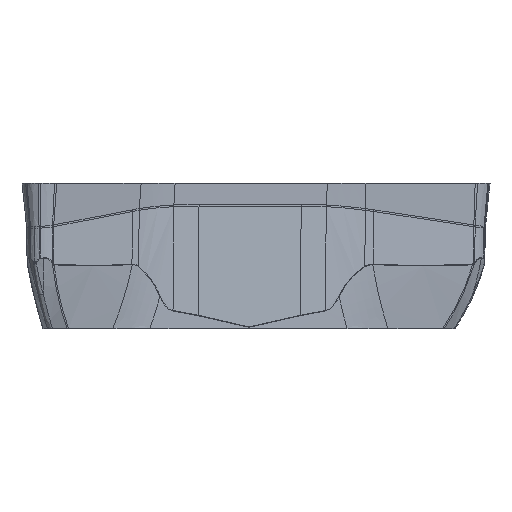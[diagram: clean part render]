
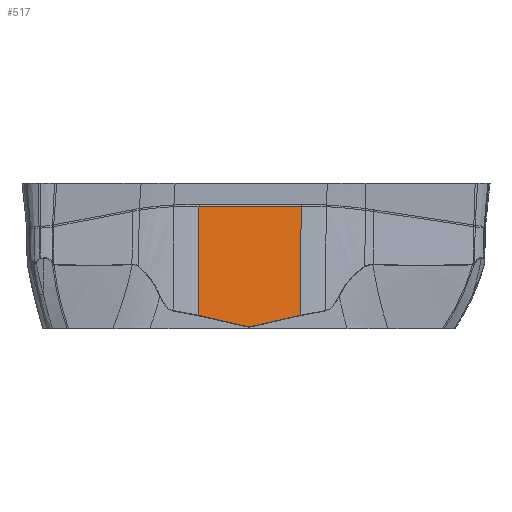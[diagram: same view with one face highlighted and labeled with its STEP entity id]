
A CAD part, front view. The second image highlights one B-rep face of the part: STEP entity #517.
In plain terms, the highlighted planar face has unit normal (0.5, -0.866, -0.018).
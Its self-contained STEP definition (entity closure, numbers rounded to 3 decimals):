
#360=PLANE('',#5271);
#517=ADVANCED_FACE('',(#885),#360,.F.);
#885=FACE_OUTER_BOUND('',#1214,.T.);
#1214=EDGE_LOOP('',(#2344,#2345,#2346,#2347,#2348));
#1480=LINE('',#10285,#1597);
#1481=LINE('',#10287,#1598);
#1482=LINE('',#10289,#1599);
#1597=VECTOR('',#5916,1.);
#1598=VECTOR('',#5917,1.);
#1599=VECTOR('',#5918,1.);
#2344=ORIENTED_EDGE('',*,*,#4092,.T.);
#2345=ORIENTED_EDGE('',*,*,#4093,.F.);
#2346=ORIENTED_EDGE('',*,*,#4094,.F.);
#2347=ORIENTED_EDGE('',*,*,#4095,.T.);
#2348=ORIENTED_EDGE('',*,*,#4096,.T.);
#3490=VERTEX_POINT('',#10278);
#3491=VERTEX_POINT('',#10279);
#3492=VERTEX_POINT('',#10284);
#3493=VERTEX_POINT('',#10286);
#3494=VERTEX_POINT('',#10288);
#4092=EDGE_CURVE('',#3490,#3491,#4909,.T.);
#4093=EDGE_CURVE('',#3492,#3491,#4910,.T.);
#4094=EDGE_CURVE('',#3493,#3492,#1480,.T.);
#4095=EDGE_CURVE('',#3493,#3494,#1481,.T.);
#4096=EDGE_CURVE('',#3494,#3490,#1482,.T.);
#4909=B_SPLINE_CURVE_WITH_KNOTS('',3,(#10274,#10275,#10276,#10277),
 .UNSPECIFIED.,.F.,.F.,(4,4),(0.,1.),.UNSPECIFIED.);
#4910=B_SPLINE_CURVE_WITH_KNOTS('',3,(#10280,#10281,#10282,#10283),
 .UNSPECIFIED.,.F.,.F.,(4,4),(0.,1.),.UNSPECIFIED.);
#5271=AXIS2_PLACEMENT_3D('',#10290,#5919,#5920);
#5916=DIRECTION('',(-0.009,0.015,-1.));
#5917=DIRECTION('',(-0.866,-0.5,0.));
#5918=DIRECTION('',(-0.009,0.015,-1.));
#5919=DIRECTION('',(-0.5,0.866,0.017));
#5920=DIRECTION('',(-0.009,0.015,-1.));
#10274=CARTESIAN_POINT('',(0.552,-5.831,-5.447));
#10275=CARTESIAN_POINT('',(1.254,-5.423,-5.61));
#10276=CARTESIAN_POINT('',(1.956,-5.014,-5.77));
#10277=CARTESIAN_POINT('',(2.659,-4.605,-5.929));
#10278=CARTESIAN_POINT('',(0.552,-5.831,-5.447));
#10279=CARTESIAN_POINT('',(2.659,-4.605,-5.929));
#10280=CARTESIAN_POINT('',(4.774,-3.394,-5.447));
#10281=CARTESIAN_POINT('',(4.069,-3.797,-5.61));
#10282=CARTESIAN_POINT('',(3.364,-4.201,-5.77));
#10283=CARTESIAN_POINT('',(2.659,-4.605,-5.929));
#10284=CARTESIAN_POINT('',(4.774,-3.394,-5.447));
#10285=CARTESIAN_POINT('',(4.814,-3.462,-0.9));
#10286=CARTESIAN_POINT('',(4.814,-3.462,-0.935));
#10287=CARTESIAN_POINT('',(0.591,-5.9,-0.935));
#10288=CARTESIAN_POINT('',(0.591,-5.9,-0.935));
#10289=CARTESIAN_POINT('',(0.591,-5.9,-0.9));
#10290=CARTESIAN_POINT('',(0.591,-5.9,-0.9));
